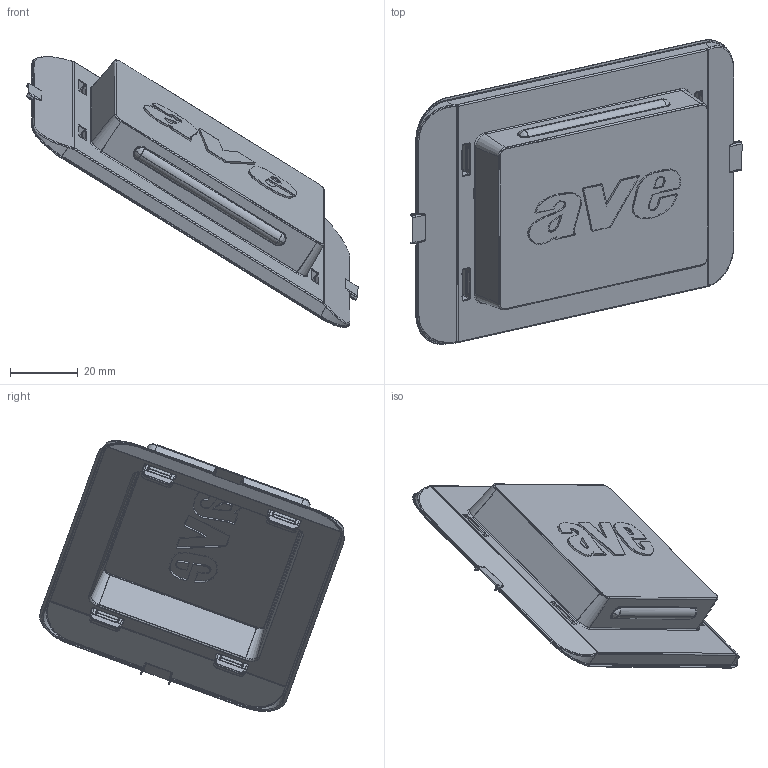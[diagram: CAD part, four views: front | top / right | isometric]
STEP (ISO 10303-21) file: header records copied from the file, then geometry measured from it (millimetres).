
FILE_DESCRIPTION(('CATIA V5 STEP Exchange'),'2;1');
FILE_NAME('442PP.stp','2023-09-25T07:52:54+00:00',('none'),('none'),'CATIA Version 5-6 Release 2016 SP6','CATIA V5 STEP AP203','none');
FILE_SCHEMA(('CONFIG_CONTROL_DESIGN'));
Products named in the file (1): 442PP
Assembly tree (2 placements, depth 2):
  442PP
    #57
    #101
Bounding box: 97.73 x 89.73 x 79.73 mm (x, y, z)
Volume: 3116.8 mm3; surface area: 24984.8 mm2
Topology: 1 solids, 1 shells, 1140 faces, 2813 edges, 1665 vertices
Faces by surface type: cylinder 432, bspline 356, plane 224, sphere 52, extrusion 36, torus 32, cone 8
Entity records: 52966 total; most frequent: CARTESIAN_POINT 31044, ORIENTED_EDGE 5550, EDGE_CURVE 2775, DIRECTION 2591, VERTEX_POINT 1661, B_SPLINE_CURVE_WITH_KNOTS 1426, EDGE_LOOP 1164, ADVANCED_FACE 1140
